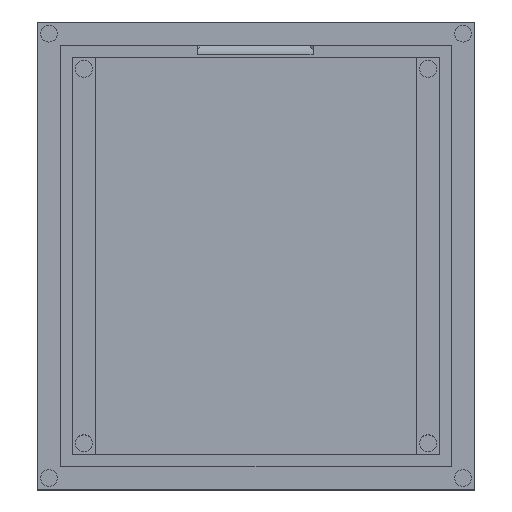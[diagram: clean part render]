
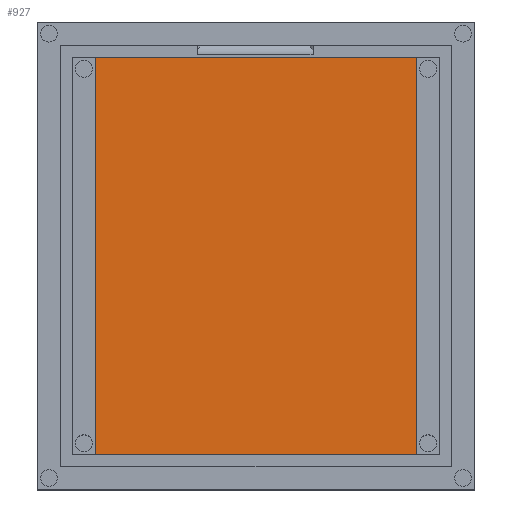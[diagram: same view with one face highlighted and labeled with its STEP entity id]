
A CAD part, top view. The second image highlights one B-rep face of the part: STEP entity #927.
In plain terms, the highlighted planar face has unit normal (0, 0, 1).
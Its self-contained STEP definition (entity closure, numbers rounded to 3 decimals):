
#39=PLANE('',#1029);
#99=FACE_OUTER_BOUND('',#162,.T.);
#162=EDGE_LOOP('',(#753,#754,#755,#756));
#282=LINE('',#1672,#365);
#283=LINE('',#1674,#366);
#284=LINE('',#1676,#367);
#285=LINE('',#1677,#368);
#365=VECTOR('',#1233,10.);
#366=VECTOR('',#1234,10.);
#367=VECTOR('',#1235,10.);
#368=VECTOR('',#1236,10.);
#466=VERTEX_POINT('',#1670);
#467=VERTEX_POINT('',#1671);
#468=VERTEX_POINT('',#1673);
#469=VERTEX_POINT('',#1675);
#573=EDGE_CURVE('',#466,#467,#282,.T.);
#574=EDGE_CURVE('',#468,#467,#283,.T.);
#575=EDGE_CURVE('',#468,#469,#284,.T.);
#576=EDGE_CURVE('',#466,#469,#285,.T.);
#753=ORIENTED_EDGE('',*,*,#573,.T.);
#754=ORIENTED_EDGE('',*,*,#574,.F.);
#755=ORIENTED_EDGE('',*,*,#575,.T.);
#756=ORIENTED_EDGE('',*,*,#576,.F.);
#927=ADVANCED_FACE('',(#99),#39,.T.);
#1029=AXIS2_PLACEMENT_3D('',#1669,#1231,#1232);
#1231=DIRECTION('center_axis',(0.,0.,1.));
#1232=DIRECTION('ref_axis',(-1.,0.,0.));
#1233=DIRECTION('',(0.,1.,0.));
#1234=DIRECTION('',(1.,0.,0.));
#1235=DIRECTION('',(0.,-1.,0.));
#1236=DIRECTION('',(-1.,0.,0.));
#1669=CARTESIAN_POINT('Origin',(156.5,-62.65,-4.));
#1670=CARTESIAN_POINT('',(154.5,-96.8,-4.));
#1671=CARTESIAN_POINT('',(154.5,-62.65,-4.));
#1672=CARTESIAN_POINT('',(154.5,-79.725,-4.));
#1673=CARTESIAN_POINT('',(126.95,-62.65,-4.));
#1674=CARTESIAN_POINT('',(156.5,-62.65,-4.));
#1675=CARTESIAN_POINT('',(126.95,-96.8,-4.));
#1676=CARTESIAN_POINT('',(126.95,-62.65,-4.));
#1677=CARTESIAN_POINT('',(140.725,-96.8,-4.));
